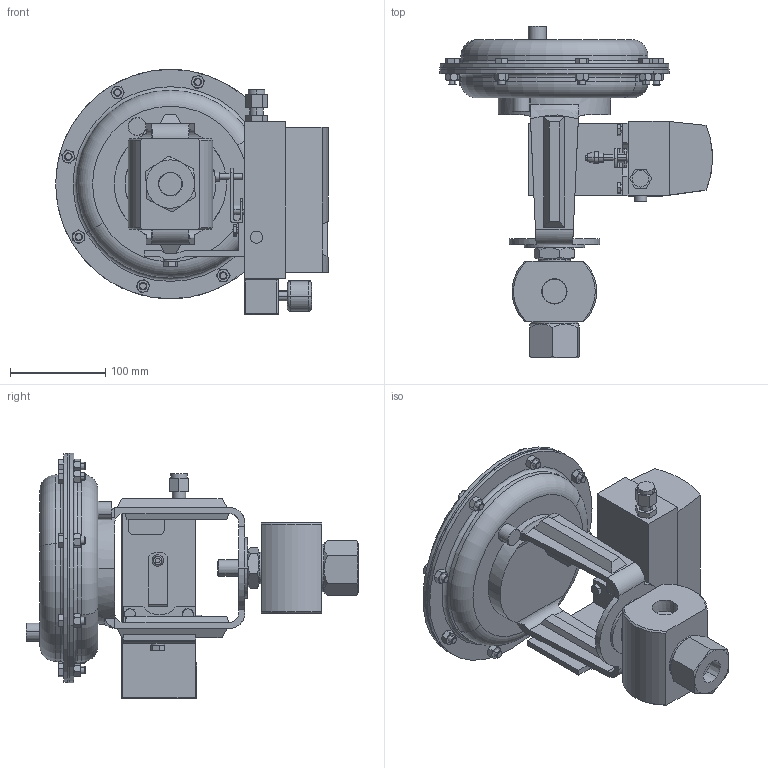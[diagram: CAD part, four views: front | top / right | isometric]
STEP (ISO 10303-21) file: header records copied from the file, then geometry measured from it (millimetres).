
FILE_DESCRIPTION (( 'STEP AP203' ), '1' );
FILE_NAME ('8000TSP-075-BR+CB+SB-PT-35M-16IQ.step', '2017-09-20T12:14:29', ( '' ), ( '' ), 'SwSTEP 2.0', 'SolidWorks 2014', '' );
FILE_SCHEMA (( 'CONFIG_CONTROL_DESIGN' ));
Length unit declared in the file: inch
Products named in the file (1): 8000TSP-075-BR+CB+SB-PT-35M-16IQ
Bounding box: 286.74 x 349.02 x 258.03 mm (x, y, z)
Volume: 4652131.7 mm3; surface area: 580870.7 mm2
Topology: 34 solids, 34 shells, 697 faces, 1536 edges, 938 vertices
Faces by surface type: plane 327, cone 222, cylinder 124, torus 18, bspline 4, sphere 2
Entity records: 20744 total; most frequent: CARTESIAN_POINT 5878, ORIENTED_EDGE 3064, DIRECTION 3001, EDGE_CURVE 1532, AXIS2_PLACEMENT_3D 1185, VERTEX_POINT 938, EDGE_LOOP 736, ADVANCED_FACE 697
